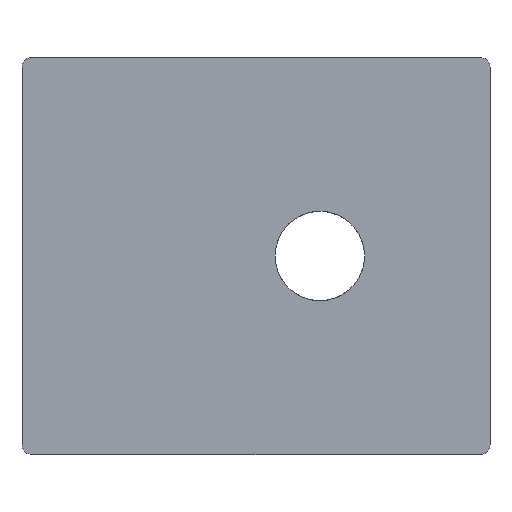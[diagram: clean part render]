
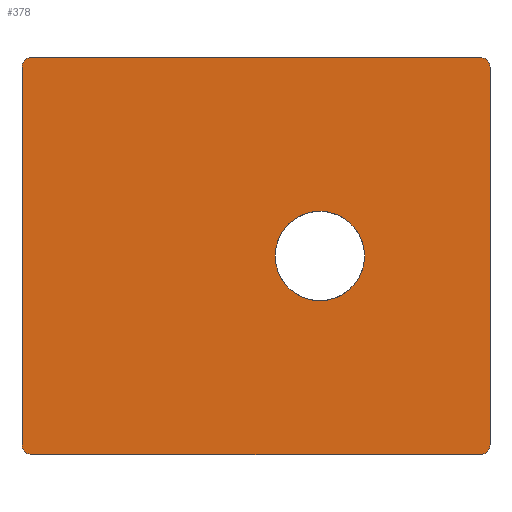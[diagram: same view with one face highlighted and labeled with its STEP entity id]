
A CAD part, left-side view. The second image highlights one B-rep face of the part: STEP entity #378.
In plain terms, the highlighted planar face has unit normal (-1, 0, 0).
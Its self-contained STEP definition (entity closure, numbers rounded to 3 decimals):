
#1 = VERTEX_POINT ( 'NONE', #686 ) ;
#6 = VERTEX_POINT ( 'NONE', #358 ) ;
#24 = DIRECTION ( 'NONE',  ( 0., -1., 0. ) ) ;
#32 = EDGE_CURVE ( 'NONE', #36, #838, #240, .T. ) ;
#35 = EDGE_LOOP ( 'NONE', ( #558, #495 ) ) ;
#36 = VERTEX_POINT ( 'NONE', #830 ) ;
#44 = VERTEX_POINT ( 'NONE', #415 ) ;
#79 = VECTOR ( 'NONE', #251, 1000. ) ;
#80 = CARTESIAN_POINT ( 'NONE',  ( 0., 6.934, 20. ) ) ;
#88 = CARTESIAN_POINT ( 'NONE',  ( 0., 30., 20. ) ) ;
#96 = LINE ( 'NONE', #383, #163 ) ;
#100 = VERTEX_POINT ( 'NONE', #410 ) ;
#102 = EDGE_CURVE ( 'NONE', #1, #6, #546, .T. ) ;
#121 = DIRECTION ( 'NONE',  ( 0., 1., 0. ) ) ;
#138 = AXIS2_PLACEMENT_3D ( 'NONE', #743, #345, #810 ) ;
#140 = VERTEX_POINT ( 'NONE', #166 ) ;
#163 = VECTOR ( 'NONE', #783, 1000. ) ;
#166 = CARTESIAN_POINT ( 'NONE',  ( 0., 6.934, 0. ) ) ;
#182 = CIRCLE ( 'NONE', #186, 2.25 ) ;
#186 = AXIS2_PLACEMENT_3D ( 'NONE', #834, #689, #826 ) ;
#196 = AXIS2_PLACEMENT_3D ( 'NONE', #449, #847, #387 ) ;
#199 = VECTOR ( 'NONE', #24, 1000. ) ;
#219 = VERTEX_POINT ( 'NONE', #400 ) ;
#240 = LINE ( 'NONE', #88, #199 ) ;
#246 = DIRECTION ( 'NONE',  ( 0., 1., 0. ) ) ;
#251 = DIRECTION ( 'NONE',  ( 0., 0., 1. ) ) ;
#255 = ORIENTED_EDGE ( 'NONE', *, *, #326, .T. ) ;
#257 = CARTESIAN_POINT ( 'NONE',  ( 0., 30., 0. ) ) ;
#263 = AXIS2_PLACEMENT_3D ( 'NONE', #312, #704, #246 ) ;
#312 = CARTESIAN_POINT ( 'NONE',  ( 0., 6.934, 0.5 ) ) ;
#318 = CARTESIAN_POINT ( 'NONE',  ( 0., 30., 20. ) ) ;
#324 = ORIENTED_EDGE ( 'NONE', *, *, #341, .T. ) ;
#325 = DIRECTION ( 'NONE',  ( 0., -1., 0. ) ) ;
#326 = EDGE_CURVE ( 'NONE', #100, #838, #740, .T. ) ;
#331 = AXIS2_PLACEMENT_3D ( 'NONE', #397, #333, #727 ) ;
#333 = DIRECTION ( 'NONE',  ( -1., 0., 0. ) ) ;
#336 = EDGE_LOOP ( 'NONE', ( #342, #255, #370, #324, #435, #622, #629, #829 ) ) ;
#341 = EDGE_CURVE ( 'NONE', #36, #219, #736, .T. ) ;
#342 = ORIENTED_EDGE ( 'NONE', *, *, #384, .T. ) ;
#345 = DIRECTION ( 'NONE',  ( -1., 0., 0. ) ) ;
#347 = FACE_OUTER_BOUND ( 'NONE', #336, .T. ) ;
#348 = CIRCLE ( 'NONE', #263, 0.5 ) ;
#349 = AXIS2_PLACEMENT_3D ( 'NONE', #318, #648, #710 ) ;
#358 = CARTESIAN_POINT ( 'NONE',  ( 0., 29.5, 0. ) ) ;
#370 = ORIENTED_EDGE ( 'NONE', *, *, #32, .F. ) ;
#373 = AXIS2_PLACEMENT_3D ( 'NONE', #652, #578, #121 ) ;
#378 = ADVANCED_FACE ( 'NONE', ( #381, #347 ), #382, .F. ) ;
#381 = FACE_BOUND ( 'NONE', #35, .T. ) ;
#382 = PLANE ( 'NONE',  #349 ) ;
#383 = CARTESIAN_POINT ( 'NONE',  ( 0., 30., 20. ) ) ;
#384 = EDGE_CURVE ( 'NONE', #470, #100, #541, .T. ) ;
#387 = DIRECTION ( 'NONE',  ( 0., 1., 0. ) ) ;
#397 = CARTESIAN_POINT ( 'NONE',  ( 0., 29.5, 0.5 ) ) ;
#400 = CARTESIAN_POINT ( 'NONE',  ( 0., 30., 19.5 ) ) ;
#410 = CARTESIAN_POINT ( 'NONE',  ( 0., 6.434, 19.5 ) ) ;
#415 = CARTESIAN_POINT ( 'NONE',  ( 0., 17.25, 10. ) ) ;
#427 = EDGE_CURVE ( 'NONE', #140, #470, #348, .T. ) ;
#435 = ORIENTED_EDGE ( 'NONE', *, *, #581, .T. ) ;
#449 = CARTESIAN_POINT ( 'NONE',  ( 0., 29.5, 19.5 ) ) ;
#470 = VERTEX_POINT ( 'NONE', #636 ) ;
#477 = EDGE_CURVE ( 'NONE', #44, #751, #182, .T. ) ;
#494 = CIRCLE ( 'NONE', #138, 2.25 ) ;
#495 = ORIENTED_EDGE ( 'NONE', *, *, #477, .F. ) ;
#541 = LINE ( 'NONE', #645, #79 ) ;
#546 = CIRCLE ( 'NONE', #331, 0.5 ) ;
#558 = ORIENTED_EDGE ( 'NONE', *, *, #828, .F. ) ;
#578 = DIRECTION ( 'NONE',  ( -1., 0., 0. ) ) ;
#581 = EDGE_CURVE ( 'NONE', #219, #1, #96, .T. ) ;
#622 = ORIENTED_EDGE ( 'NONE', *, *, #102, .T. ) ;
#629 = ORIENTED_EDGE ( 'NONE', *, *, #668, .T. ) ;
#636 = CARTESIAN_POINT ( 'NONE',  ( 0., 6.434, 0.5 ) ) ;
#645 = CARTESIAN_POINT ( 'NONE',  ( 0., 6.434, 0. ) ) ;
#648 = DIRECTION ( 'NONE',  ( 1., 0., 0. ) ) ;
#652 = CARTESIAN_POINT ( 'NONE',  ( 0., 6.934, 19.5 ) ) ;
#664 = CARTESIAN_POINT ( 'NONE',  ( 0., 12.75, 10. ) ) ;
#668 = EDGE_CURVE ( 'NONE', #6, #140, #780, .T. ) ;
#686 = CARTESIAN_POINT ( 'NONE',  ( 0., 30., 0.5 ) ) ;
#689 = DIRECTION ( 'NONE',  ( -1., 0., 0. ) ) ;
#704 = DIRECTION ( 'NONE',  ( -1., 0., 0. ) ) ;
#710 = DIRECTION ( 'NONE',  ( 0., 1., 0. ) ) ;
#727 = DIRECTION ( 'NONE',  ( 0., 1., 0. ) ) ;
#736 = CIRCLE ( 'NONE', #196, 0.5 ) ;
#740 = CIRCLE ( 'NONE', #373, 0.5 ) ;
#743 = CARTESIAN_POINT ( 'NONE',  ( 0., 15., 10. ) ) ;
#751 = VERTEX_POINT ( 'NONE', #664 ) ;
#780 = LINE ( 'NONE', #257, #802 ) ;
#783 = DIRECTION ( 'NONE',  ( 0., 0., -1. ) ) ;
#802 = VECTOR ( 'NONE', #325, 1000. ) ;
#810 = DIRECTION ( 'NONE',  ( 0., -1., 0. ) ) ;
#826 = DIRECTION ( 'NONE',  ( 0., -1., 0. ) ) ;
#828 = EDGE_CURVE ( 'NONE', #751, #44, #494, .T. ) ;
#829 = ORIENTED_EDGE ( 'NONE', *, *, #427, .T. ) ;
#830 = CARTESIAN_POINT ( 'NONE',  ( 0., 29.5, 20. ) ) ;
#834 = CARTESIAN_POINT ( 'NONE',  ( 0., 15., 10. ) ) ;
#838 = VERTEX_POINT ( 'NONE', #80 ) ;
#847 = DIRECTION ( 'NONE',  ( -1., 0., 0. ) ) ;
